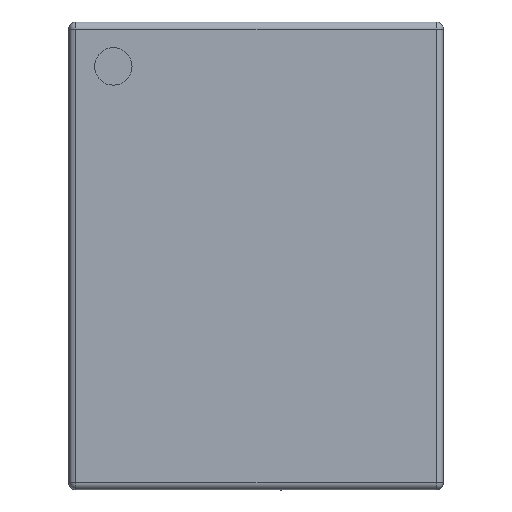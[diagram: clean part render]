
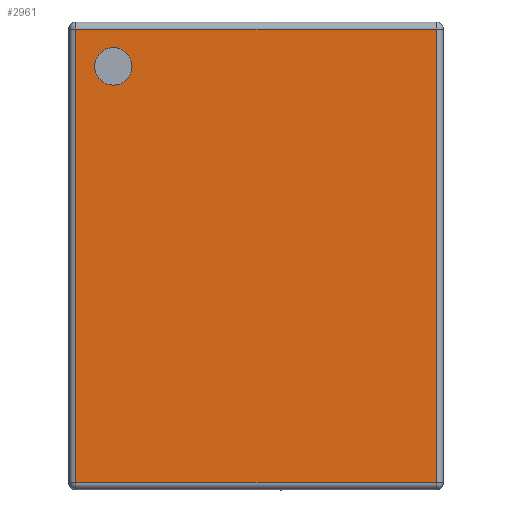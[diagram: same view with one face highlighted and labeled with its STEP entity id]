
A CAD part, top view. The second image highlights one B-rep face of the part: STEP entity #2961.
In plain terms, the highlighted planar face has unit normal (0, 0, 1).
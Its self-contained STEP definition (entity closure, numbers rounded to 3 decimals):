
#17 = ORIENTED_EDGE ( 'NONE', *, *, #3060, .F. ) ;
#170 = FACE_OUTER_BOUND ( 'NONE', #5096, .T. ) ;
#264 = ORIENTED_EDGE ( 'NONE', *, *, #4188, .F. ) ;
#285 = CARTESIAN_POINT ( 'NONE',  ( 0., 0., 0.575 ) ) ;
#423 = LINE ( 'NONE', #1735, #1583 ) ;
#701 = FACE_BOUND ( 'NONE', #6214, .T. ) ;
#820 = CARTESIAN_POINT ( 'NONE',  ( -0.61, 0.81, 0.575 ) ) ;
#922 = EDGE_CURVE ( 'NONE', #5625, #3580, #423, .T. ) ;
#1080 = EDGE_CURVE ( 'NONE', #3469, #4023, #5870, .T. ) ;
#1169 = EDGE_CURVE ( 'NONE', #3580, #3469, #4563, .T. ) ;
#1583 = VECTOR ( 'NONE', #3666, 1000. ) ;
#1735 = CARTESIAN_POINT ( 'NONE',  ( 0., -0.97, 0.575 ) ) ;
#1789 = DIRECTION ( 'NONE',  ( 0., 0., 1. ) ) ;
#1842 = LINE ( 'NONE', #3830, #3033 ) ;
#2122 = CARTESIAN_POINT ( 'NONE',  ( 0.77, 0., 0.575 ) ) ;
#2241 = DIRECTION ( 'NONE',  ( -1., 0., 0. ) ) ;
#2648 = CARTESIAN_POINT ( 'NONE',  ( 0.77, -0.97, 0.575 ) ) ;
#2815 = CARTESIAN_POINT ( 'NONE',  ( -0.61, 0.81, 0.575 ) ) ;
#2871 = DIRECTION ( 'NONE',  ( 1., 0., 0. ) ) ;
#2902 = DIRECTION ( 'NONE',  ( 0., 0., 1. ) ) ;
#2961 = ADVANCED_FACE ( 'NONE', ( #701, #170 ), #5561, .F. ) ;
#3004 = AXIS2_PLACEMENT_3D ( 'NONE', #285, #6021, #2241 ) ;
#3033 = VECTOR ( 'NONE', #6237, 1000. ) ;
#3060 = EDGE_CURVE ( 'NONE', #5442, #4573, #4427, .T. ) ;
#3070 = ORIENTED_EDGE ( 'NONE', *, *, #922, .T. ) ;
#3381 = CARTESIAN_POINT ( 'NONE',  ( 0., 0.97, 0.575 ) ) ;
#3469 = VERTEX_POINT ( 'NONE', #6212 ) ;
#3536 = ORIENTED_EDGE ( 'NONE', *, *, #5084, .T. ) ;
#3580 = VERTEX_POINT ( 'NONE', #2648 ) ;
#3666 = DIRECTION ( 'NONE',  ( 1., 0., 0. ) ) ;
#3830 = CARTESIAN_POINT ( 'NONE',  ( -0.77, 0., 0.575 ) ) ;
#4023 = VERTEX_POINT ( 'NONE', #4048 ) ;
#4048 = CARTESIAN_POINT ( 'NONE',  ( -0.77, 0.97, 0.575 ) ) ;
#4049 = DIRECTION ( 'NONE',  ( 0., 1., 0. ) ) ;
#4077 = VECTOR ( 'NONE', #4049, 1000. ) ;
#4188 = EDGE_CURVE ( 'NONE', #4573, #5442, #5550, .T. ) ;
#4427 = CIRCLE ( 'NONE', #5229, 0.08 ) ;
#4449 = AXIS2_PLACEMENT_3D ( 'NONE', #2815, #2902, #2871 ) ;
#4563 = LINE ( 'NONE', #2122, #4077 ) ;
#4565 = CARTESIAN_POINT ( 'NONE',  ( -0.53, 0.81, 0.575 ) ) ;
#4573 = VERTEX_POINT ( 'NONE', #4565 ) ;
#5060 = CARTESIAN_POINT ( 'NONE',  ( -0.69, 0.81, 0.575 ) ) ;
#5084 = EDGE_CURVE ( 'NONE', #4023, #5625, #1842, .T. ) ;
#5096 = EDGE_LOOP ( 'NONE', ( #3536, #3070, #5792, #6019 ) ) ;
#5229 = AXIS2_PLACEMENT_3D ( 'NONE', #820, #1789, #5273 ) ;
#5273 = DIRECTION ( 'NONE',  ( 1., 0., 0. ) ) ;
#5309 = DIRECTION ( 'NONE',  ( -1., 0., 0. ) ) ;
#5442 = VERTEX_POINT ( 'NONE', #5060 ) ;
#5550 = CIRCLE ( 'NONE', #4449, 0.08 ) ;
#5561 = PLANE ( 'NONE',  #3004 ) ;
#5625 = VERTEX_POINT ( 'NONE', #5924 ) ;
#5792 = ORIENTED_EDGE ( 'NONE', *, *, #1169, .T. ) ;
#5870 = LINE ( 'NONE', #3381, #6026 ) ;
#5924 = CARTESIAN_POINT ( 'NONE',  ( -0.77, -0.97, 0.575 ) ) ;
#6019 = ORIENTED_EDGE ( 'NONE', *, *, #1080, .T. ) ;
#6021 = DIRECTION ( 'NONE',  ( 0., 0., -1. ) ) ;
#6026 = VECTOR ( 'NONE', #5309, 1000. ) ;
#6212 = CARTESIAN_POINT ( 'NONE',  ( 0.77, 0.97, 0.575 ) ) ;
#6214 = EDGE_LOOP ( 'NONE', ( #264, #17 ) ) ;
#6237 = DIRECTION ( 'NONE',  ( 0., -1., 0. ) ) ;
